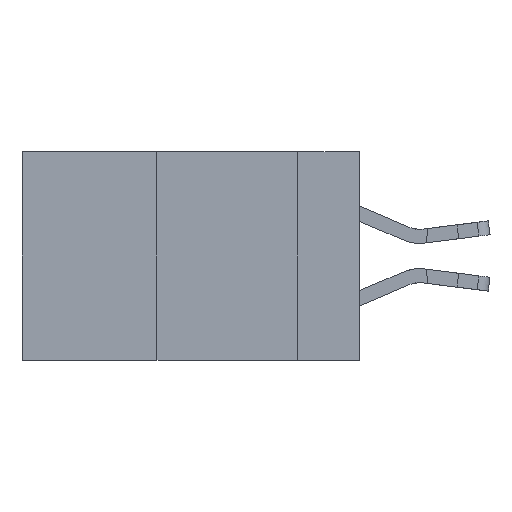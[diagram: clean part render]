
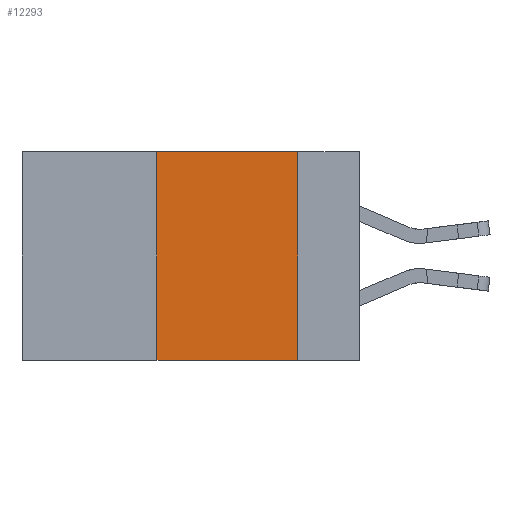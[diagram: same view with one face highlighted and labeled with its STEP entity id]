
A CAD part, left-side view. The second image highlights one B-rep face of the part: STEP entity #12293.
In plain terms, the highlighted planar face has unit normal (-1, 0, 0).
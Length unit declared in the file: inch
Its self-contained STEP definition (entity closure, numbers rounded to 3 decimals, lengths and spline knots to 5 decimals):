
#368 = DIRECTION ( 'NONE',  ( 0., 0., 1. ) ) ;
#489 = EDGE_CURVE ( 'NONE', #2161, #1962, #20592, .T. ) ;
#573 = VECTOR ( 'NONE', #19575, 39.37008 ) ;
#1510 = CARTESIAN_POINT ( 'NONE',  ( 0., 0.11, 0. ) ) ;
#1533 = DIRECTION ( 'NONE',  ( 0., -1., 0. ) ) ;
#1962 = VERTEX_POINT ( 'NONE', #17378 ) ;
#2161 = VERTEX_POINT ( 'NONE', #12716 ) ;
#2223 = CARTESIAN_POINT ( 'NONE',  ( 0., 0.36, 0. ) ) ;
#2745 = VECTOR ( 'NONE', #5835, 39.37008 ) ;
#3540 = EDGE_CURVE ( 'NONE', #19240, #13937, #11705, .T. ) ;
#3819 = ORIENTED_EDGE ( 'NONE', *, *, #10002, .F. ) ;
#4901 = CARTESIAN_POINT ( 'NONE',  ( 0., 0.6, 0. ) ) ;
#5155 = VECTOR ( 'NONE', #1533, 39.37008 ) ;
#5835 = DIRECTION ( 'NONE',  ( 0., 0., -1. ) ) ;
#6367 = ORIENTED_EDGE ( 'NONE', *, *, #489, .F. ) ;
#6589 = DIRECTION ( 'NONE',  ( 1., 0., 0. ) ) ;
#9968 = PLANE ( 'NONE',  #17657 ) ;
#10002 = EDGE_CURVE ( 'NONE', #1962, #19240, #14093, .T. ) ;
#10178 = CARTESIAN_POINT ( 'NONE',  ( 0., 0.11, -0.37 ) ) ;
#11705 = LINE ( 'NONE', #19293, #2745 ) ;
#11803 = VECTOR ( 'NONE', #368, 39.37008 ) ;
#12293 = ADVANCED_FACE ( 'NONE', ( #14641 ), #9968, .F. ) ;
#12716 = CARTESIAN_POINT ( 'NONE',  ( 0., 0.36, -0.37 ) ) ;
#13937 = VERTEX_POINT ( 'NONE', #10178 ) ;
#14093 = LINE ( 'NONE', #17948, #573 ) ;
#14408 = LINE ( 'NONE', #21605, #5155 ) ;
#14641 = FACE_OUTER_BOUND ( 'NONE', #19595, .T. ) ;
#17378 = CARTESIAN_POINT ( 'NONE',  ( 0., 0.36, 0. ) ) ;
#17657 = AXIS2_PLACEMENT_3D ( 'NONE', #4901, #6589, #18377 ) ;
#17948 = CARTESIAN_POINT ( 'NONE',  ( 0., 0.6, 0. ) ) ;
#18377 = DIRECTION ( 'NONE',  ( 0., 0., -1. ) ) ;
#19240 = VERTEX_POINT ( 'NONE', #1510 ) ;
#19293 = CARTESIAN_POINT ( 'NONE',  ( 0., 0.11, 0. ) ) ;
#19575 = DIRECTION ( 'NONE',  ( 0., -1., 0. ) ) ;
#19595 = EDGE_LOOP ( 'NONE', ( #20703, #3819, #6367, #20009 ) ) ;
#20009 = ORIENTED_EDGE ( 'NONE', *, *, #20537, .T. ) ;
#20537 = EDGE_CURVE ( 'NONE', #2161, #13937, #14408, .T. ) ;
#20592 = LINE ( 'NONE', #2223, #11803 ) ;
#20703 = ORIENTED_EDGE ( 'NONE', *, *, #3540, .F. ) ;
#21605 = CARTESIAN_POINT ( 'NONE',  ( 0., 0.6, -0.37 ) ) ;
